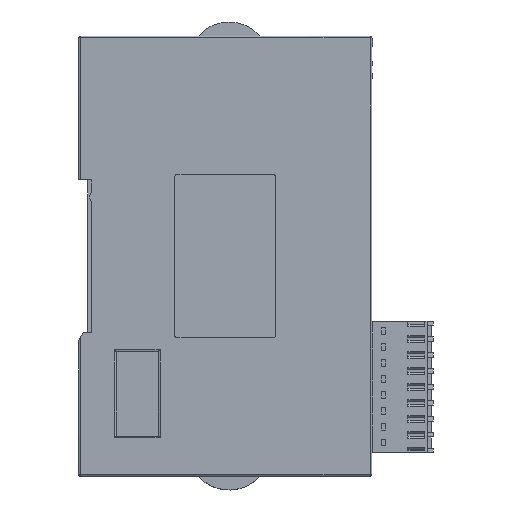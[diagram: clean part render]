
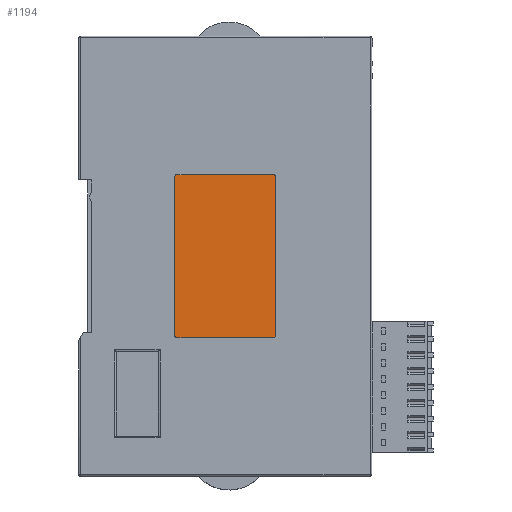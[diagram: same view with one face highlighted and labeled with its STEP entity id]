
A CAD part, left-side view. The second image highlights one B-rep face of the part: STEP entity #1194.
In plain terms, the highlighted planar face has unit normal (-1, 0, 0).
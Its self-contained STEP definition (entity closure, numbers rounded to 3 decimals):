
#1194=ADVANCED_FACE('',(#2304),#18261,.T.);
#2304=FACE_OUTER_BOUND('',#3518,.T.);
#3518=EDGE_LOOP('',(#8869,#8870,#8871,#8872,#8873,#8874,#8875,#8876));
#8869=ORIENTED_EDGE('',*,*,#10910,.F.);
#8870=ORIENTED_EDGE('',*,*,#10897,.F.);
#8871=ORIENTED_EDGE('',*,*,#10890,.F.);
#8872=ORIENTED_EDGE('',*,*,#10891,.F.);
#8873=ORIENTED_EDGE('',*,*,#10896,.F.);
#8874=ORIENTED_EDGE('',*,*,#10900,.F.);
#8875=ORIENTED_EDGE('',*,*,#10905,.F.);
#8876=ORIENTED_EDGE('',*,*,#10906,.F.);
#10890=EDGE_CURVE('',#16491,#16488,#12563,.T.);
#10891=EDGE_CURVE('',#16492,#16491,#13924,.T.);
#10896=EDGE_CURVE('',#16495,#16492,#12565,.T.);
#10897=EDGE_CURVE('',#16488,#16496,#13928,.T.);
#10900=EDGE_CURVE('',#16498,#16495,#13931,.T.);
#10905=EDGE_CURVE('',#16501,#16498,#12567,.T.);
#10906=EDGE_CURVE('',#16502,#16501,#13935,.T.);
#10910=EDGE_CURVE('',#16496,#16502,#12569,.T.);
#12563=(
BOUNDED_CURVE()
B_SPLINE_CURVE(2,(#29772,#29773,#29774),.UNSPECIFIED.,.F.,.F.)
B_SPLINE_CURVE_WITH_KNOTS((3,3),(0.,1.),.UNSPECIFIED.)
CURVE()
GEOMETRIC_REPRESENTATION_ITEM()
RATIONAL_B_SPLINE_CURVE((1.,0.707,1.))
REPRESENTATION_ITEM('')
);
#12565=(
BOUNDED_CURVE()
B_SPLINE_CURVE(2,(#29786,#29787,#29788),.UNSPECIFIED.,.F.,.F.)
B_SPLINE_CURVE_WITH_KNOTS((3,3),(0.,1.),.UNSPECIFIED.)
CURVE()
GEOMETRIC_REPRESENTATION_ITEM()
RATIONAL_B_SPLINE_CURVE((1.,0.707,1.))
REPRESENTATION_ITEM('')
);
#12567=(
BOUNDED_CURVE()
B_SPLINE_CURVE(2,(#29806,#29807,#29808),.UNSPECIFIED.,.F.,.F.)
B_SPLINE_CURVE_WITH_KNOTS((3,3),(0.,1.),.UNSPECIFIED.)
CURVE()
GEOMETRIC_REPRESENTATION_ITEM()
RATIONAL_B_SPLINE_CURVE((1.,0.707,1.))
REPRESENTATION_ITEM('')
);
#12569=(
BOUNDED_CURVE()
B_SPLINE_CURVE(2,(#29818,#29819,#29820),.UNSPECIFIED.,.F.,.F.)
B_SPLINE_CURVE_WITH_KNOTS((3,3),(0.,1.),.UNSPECIFIED.)
CURVE()
GEOMETRIC_REPRESENTATION_ITEM()
RATIONAL_B_SPLINE_CURVE((1.,0.707,1.))
REPRESENTATION_ITEM('')
);
#13924=B_SPLINE_CURVE_WITH_KNOTS('',1,(#29775,#29776),.UNSPECIFIED.,.F.,
 .F.,(2,2),(0.,23.),.UNSPECIFIED.);
#13928=B_SPLINE_CURVE_WITH_KNOTS('',1,(#29789,#29790),.UNSPECIFIED.,.F.,
 .F.,(2,2),(0.,38.),.UNSPECIFIED.);
#13931=B_SPLINE_CURVE_WITH_KNOTS('',1,(#29795,#29796),.UNSPECIFIED.,.F.,
 .F.,(2,2),(0.,38.),.UNSPECIFIED.);
#13935=B_SPLINE_CURVE_WITH_KNOTS('',1,(#29809,#29810),.UNSPECIFIED.,.F.,
 .F.,(2,2),(0.,23.),.UNSPECIFIED.);
#16488=VERTEX_POINT('',#25063);
#16491=VERTEX_POINT('',#25066);
#16492=VERTEX_POINT('',#25067);
#16495=VERTEX_POINT('',#25070);
#16496=VERTEX_POINT('',#25071);
#16498=VERTEX_POINT('',#25073);
#16501=VERTEX_POINT('',#25076);
#16502=VERTEX_POINT('',#25077);
#18261=PLANE('',#19425);
#19425=AXIS2_PLACEMENT_3D('',#23869,#20409,$);
#20409=DIRECTION('',(-1.,0.,0.));
#23869=CARTESIAN_POINT('',(-345.703,-71.468,212.686));
#25063=CARTESIAN_POINT('',(-345.703,-97.88,255.098));
#25066=CARTESIAN_POINT('',(-345.703,-97.38,255.598));
#25067=CARTESIAN_POINT('',(-345.703,-74.38,255.598));
#25070=CARTESIAN_POINT('',(-345.703,-73.88,255.098));
#25071=CARTESIAN_POINT('',(-345.703,-97.88,217.098));
#25073=CARTESIAN_POINT('',(-345.703,-73.88,217.098));
#25076=CARTESIAN_POINT('',(-345.703,-74.38,216.598));
#25077=CARTESIAN_POINT('',(-345.703,-97.38,216.598));
#29772=CARTESIAN_POINT('',(-345.703,-97.38,255.598));
#29773=CARTESIAN_POINT('',(-345.703,-97.88,255.598));
#29774=CARTESIAN_POINT('',(-345.703,-97.88,255.098));
#29775=CARTESIAN_POINT('',(-345.703,-74.38,255.598));
#29776=CARTESIAN_POINT('',(-345.703,-97.38,255.598));
#29786=CARTESIAN_POINT('',(-345.703,-73.88,255.098));
#29787=CARTESIAN_POINT('',(-345.703,-73.88,255.598));
#29788=CARTESIAN_POINT('',(-345.703,-74.38,255.598));
#29789=CARTESIAN_POINT('',(-345.703,-97.88,255.098));
#29790=CARTESIAN_POINT('',(-345.703,-97.88,217.098));
#29795=CARTESIAN_POINT('',(-345.703,-73.88,217.098));
#29796=CARTESIAN_POINT('',(-345.703,-73.88,255.098));
#29806=CARTESIAN_POINT('',(-345.703,-74.38,216.598));
#29807=CARTESIAN_POINT('',(-345.703,-73.88,216.598));
#29808=CARTESIAN_POINT('',(-345.703,-73.88,217.098));
#29809=CARTESIAN_POINT('',(-345.703,-97.38,216.598));
#29810=CARTESIAN_POINT('',(-345.703,-74.38,216.598));
#29818=CARTESIAN_POINT('',(-345.703,-97.88,217.098));
#29819=CARTESIAN_POINT('',(-345.703,-97.88,216.598));
#29820=CARTESIAN_POINT('',(-345.703,-97.38,216.598));
